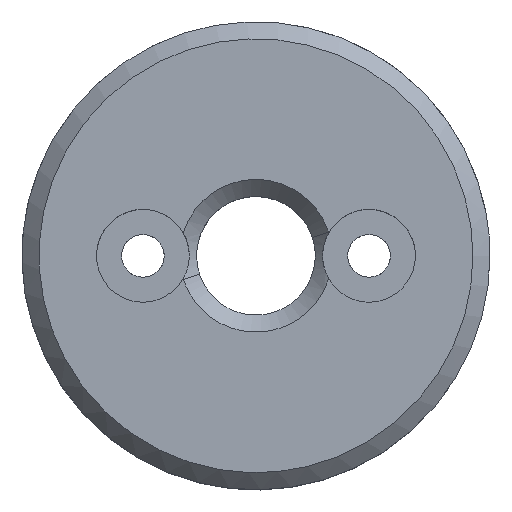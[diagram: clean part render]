
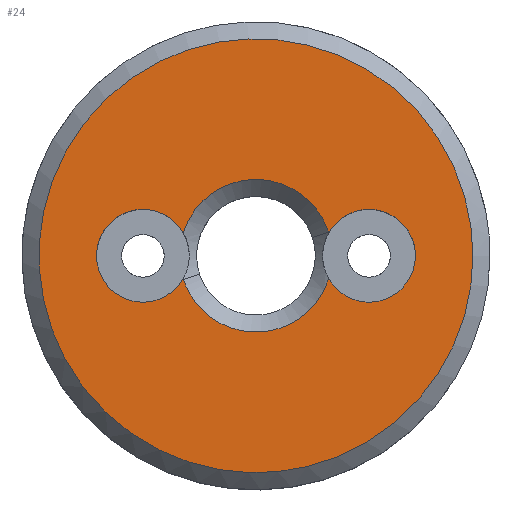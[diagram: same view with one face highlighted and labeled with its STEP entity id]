
A CAD part, top view. The second image highlights one B-rep face of the part: STEP entity #24.
In plain terms, the highlighted planar face has unit normal (0, 0, 1).
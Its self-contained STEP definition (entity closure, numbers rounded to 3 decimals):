
#14=FACE_BOUND('',#63,.T.);
#24=ADVANCED_FACE('',(#43,#14),#285,.T.);
#43=FACE_OUTER_BOUND('',#62,.T.);
#62=EDGE_LOOP('',(#101));
#63=EDGE_LOOP('',(#102,#103,#104,#105,#106,#107));
#101=ORIENTED_EDGE('',*,*,#181,.F.);
#102=ORIENTED_EDGE('',*,*,#178,.T.);
#103=ORIENTED_EDGE('',*,*,#208,.T.);
#104=ORIENTED_EDGE('',*,*,#177,.T.);
#105=ORIENTED_EDGE('',*,*,#173,.T.);
#106=ORIENTED_EDGE('',*,*,#207,.F.);
#107=ORIENTED_EDGE('',*,*,#171,.T.);
#171=EDGE_CURVE('',#254,#251,#211,.T.);
#173=EDGE_CURVE('',#252,#253,#212,.T.);
#177=EDGE_CURVE('',#259,#252,#214,.T.);
#178=EDGE_CURVE('',#251,#258,#215,.T.);
#181=EDGE_CURVE('',#261,#261,#216,.T.);
#207=EDGE_CURVE('',#254,#253,#238,.T.);
#208=EDGE_CURVE('',#258,#259,#239,.T.);
#211=(
BOUNDED_CURVE()
B_SPLINE_CURVE(2,(#557,#558,#559,#560,#561),.UNSPECIFIED.,.F.,.F.)
B_SPLINE_CURVE_WITH_KNOTS((3,2,3),(2.775,8.417,14.058),
 .UNSPECIFIED.)
CURVE()
GEOMETRIC_REPRESENTATION_ITEM()
RATIONAL_B_SPLINE_CURVE((1.,0.808,1.,0.808,1.))
REPRESENTATION_ITEM('')
);
#212=(
BOUNDED_CURVE()
B_SPLINE_CURVE(2,(#564,#565,#566),.UNSPECIFIED.,.F.,.F.)
B_SPLINE_CURVE_WITH_KNOTS((3,3),(0.,0.038),
 .UNSPECIFIED.)
CURVE()
GEOMETRIC_REPRESENTATION_ITEM()
RATIONAL_B_SPLINE_CURVE((1.,1.,1.))
REPRESENTATION_ITEM('')
);
#214=(
BOUNDED_CURVE()
B_SPLINE_CURVE(2,(#584,#585,#586,#587,#588),.UNSPECIFIED.,.F.,.F.)
B_SPLINE_CURVE_WITH_KNOTS((3,2,3),(2.774,8.416,14.058),
 .UNSPECIFIED.)
CURVE()
GEOMETRIC_REPRESENTATION_ITEM()
RATIONAL_B_SPLINE_CURVE((1.,0.808,1.,0.808,1.))
REPRESENTATION_ITEM('')
);
#215=(
BOUNDED_CURVE()
B_SPLINE_CURVE(2,(#589,#590,#591),.UNSPECIFIED.,.F.,.F.)
B_SPLINE_CURVE_WITH_KNOTS((3,3),(0.,0.037),
 .UNSPECIFIED.)
CURVE()
GEOMETRIC_REPRESENTATION_ITEM()
RATIONAL_B_SPLINE_CURVE((1.,1.,1.))
REPRESENTATION_ITEM('')
);
#216=(
BOUNDED_CURVE()
B_SPLINE_CURVE(2,(#604,#605,#606,#607,#608,#609,#610,#611,#612),
 .UNSPECIFIED.,.T.,.F.)
B_SPLINE_CURVE_WITH_KNOTS((3,2,2,2,3),(0.,19.981,39.963,
59.944,79.925),.UNSPECIFIED.)
CURVE()
GEOMETRIC_REPRESENTATION_ITEM()
RATIONAL_B_SPLINE_CURVE((1.,0.707,1.,0.707,1.,0.707,
1.,0.707,1.))
REPRESENTATION_ITEM('')
);
#238=(
BOUNDED_CURVE()
B_SPLINE_CURVE(2,(#810,#811,#812,#813,#814,#815,#816,#817,#818),
 .UNSPECIFIED.,.F.,.F.)
B_SPLINE_CURVE_WITH_KNOTS((3,2,2,2,3),(1.443,4.273,
8.547,12.82,15.65),.UNSPECIFIED.)
CURVE()
GEOMETRIC_REPRESENTATION_ITEM()
RATIONAL_B_SPLINE_CURVE((1.,0.865,1.,0.707,1.,0.707,
1.,0.865,1.))
REPRESENTATION_ITEM('')
);
#239=(
BOUNDED_CURVE()
B_SPLINE_CURVE(2,(#819,#820,#821,#822,#823,#824,#825,#826,#827),
 .UNSPECIFIED.,.F.,.F.)
B_SPLINE_CURVE_WITH_KNOTS((3,2,2,2,3),(1.443,4.273,
8.547,12.82,15.65),.UNSPECIFIED.)
CURVE()
GEOMETRIC_REPRESENTATION_ITEM()
RATIONAL_B_SPLINE_CURVE((1.,0.865,1.,0.707,1.,0.707,
1.,0.865,1.))
REPRESENTATION_ITEM('')
);
#251=VERTEX_POINT('',#524);
#252=VERTEX_POINT('',#525);
#253=VERTEX_POINT('',#526);
#254=VERTEX_POINT('',#527);
#258=VERTEX_POINT('',#531);
#259=VERTEX_POINT('',#532);
#261=VERTEX_POINT('',#534);
#285=PLANE('',#384);
#384=AXIS2_PLACEMENT_3D('',#438,#401,$);
#401=DIRECTION('',(0.,0.,1.));
#438=CARTESIAN_POINT('',(-38.716,92.791,-19.649));
#524=CARTESIAN_POINT('',(-20.465,80.179,-19.649));
#525=CARTESIAN_POINT('',(-28.977,77.414,-19.649));
#526=CARTESIAN_POINT('',(-28.988,77.449,-19.649));
#527=CARTESIAN_POINT('',(-28.988,80.144,-19.649));
#531=CARTESIAN_POINT('',(-20.453,80.144,-19.649));
#532=CARTESIAN_POINT('',(-20.453,77.449,-19.649));
#534=CARTESIAN_POINT('',(-12.,78.796,-19.649));
#557=CARTESIAN_POINT('',(-28.988,80.144,-19.649));
#558=CARTESIAN_POINT('',(-28.004,83.258,-19.649));
#559=CARTESIAN_POINT('',(-24.739,83.271,-19.649));
#560=CARTESIAN_POINT('',(-21.474,83.285,-19.649));
#561=CARTESIAN_POINT('',(-20.465,80.179,-19.649));
#564=CARTESIAN_POINT('',(-28.977,77.414,-19.649));
#565=CARTESIAN_POINT('',(-28.982,77.431,-19.649));
#566=CARTESIAN_POINT('',(-28.988,77.449,-19.649));
#584=CARTESIAN_POINT('',(-20.453,77.449,-19.649));
#585=CARTESIAN_POINT('',(-21.436,74.335,-19.649));
#586=CARTESIAN_POINT('',(-24.702,74.321,-19.649));
#587=CARTESIAN_POINT('',(-27.967,74.308,-19.649));
#588=CARTESIAN_POINT('',(-28.977,77.414,-19.649));
#589=CARTESIAN_POINT('',(-20.465,80.179,-19.649));
#590=CARTESIAN_POINT('',(-20.459,80.162,-19.649));
#591=CARTESIAN_POINT('',(-20.453,80.144,-19.649));
#604=CARTESIAN_POINT('',(-12.,78.796,-19.649));
#605=CARTESIAN_POINT('',(-12.,66.075,-19.649));
#606=CARTESIAN_POINT('',(-24.721,66.075,-19.649));
#607=CARTESIAN_POINT('',(-37.441,66.075,-19.649));
#608=CARTESIAN_POINT('',(-37.441,78.796,-19.649));
#609=CARTESIAN_POINT('',(-37.441,91.517,-19.649));
#610=CARTESIAN_POINT('',(-24.721,91.517,-19.649));
#611=CARTESIAN_POINT('',(-12.,91.517,-19.649));
#612=CARTESIAN_POINT('',(-12.,78.796,-19.649));
#810=CARTESIAN_POINT('',(-28.988,80.144,-19.649));
#811=CARTESIAN_POINT('',(-29.771,81.518,-19.649));
#812=CARTESIAN_POINT('',(-31.351,81.518,-19.649));
#813=CARTESIAN_POINT('',(-34.072,81.518,-19.649));
#814=CARTESIAN_POINT('',(-34.072,78.797,-19.649));
#815=CARTESIAN_POINT('',(-34.072,76.077,-19.649));
#816=CARTESIAN_POINT('',(-31.351,76.077,-19.649));
#817=CARTESIAN_POINT('',(-29.771,76.077,-19.649));
#818=CARTESIAN_POINT('',(-28.988,77.449,-19.649));
#819=CARTESIAN_POINT('',(-20.453,80.144,-19.649));
#820=CARTESIAN_POINT('',(-19.671,81.518,-19.649));
#821=CARTESIAN_POINT('',(-18.09,81.518,-19.649));
#822=CARTESIAN_POINT('',(-15.37,81.518,-19.649));
#823=CARTESIAN_POINT('',(-15.37,78.797,-19.649));
#824=CARTESIAN_POINT('',(-15.37,76.077,-19.649));
#825=CARTESIAN_POINT('',(-18.09,76.077,-19.649));
#826=CARTESIAN_POINT('',(-19.67,76.077,-19.649));
#827=CARTESIAN_POINT('',(-20.453,77.449,-19.649));
